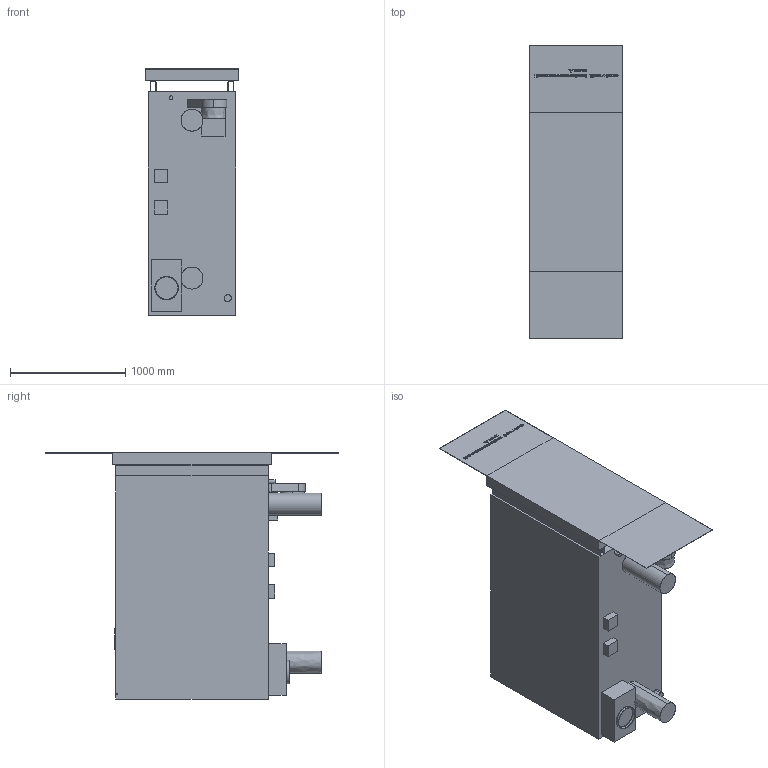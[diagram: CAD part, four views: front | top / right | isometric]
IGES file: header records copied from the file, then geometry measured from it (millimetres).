
Start section: SolidWorks IGES file using analytic representation for surfaces
Global section: file name: CFT, 3D BLOCK, 1.5.IGS; native system: SolidWorks 2017; preprocessor: SolidWorks 2017; author: jbutler; date: 200316.130751; units: inch
Bounding box: 814.07 x 2545.92 x 2136.67 mm (x, y, z)
Surface area: 17245106.2 mm2 (no closed solid volume)
Topology: 0 solids, 0 shells, 688 faces, 13333 edges, 13333 vertices
Faces by surface type: bspline 672, revolution 16
